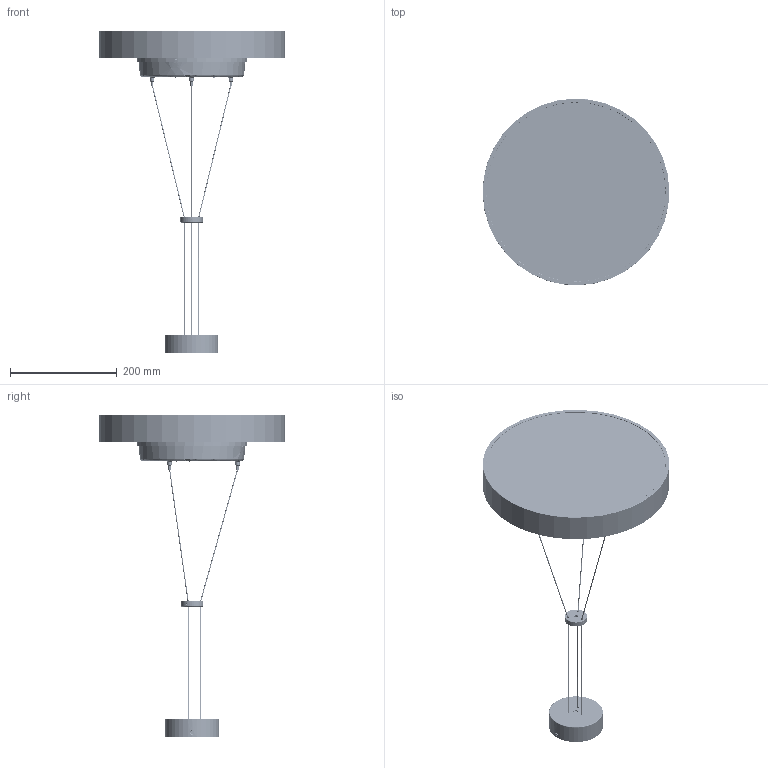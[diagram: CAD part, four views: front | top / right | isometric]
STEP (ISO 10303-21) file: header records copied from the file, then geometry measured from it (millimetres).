
FILE_DESCRIPTION((''),'2;1');
FILE_NAME('MOON-DIAODENG-18-24_ASM','2020-07-14T',('yzf1'),('Amoisonic Co.'),'PRO/ENGINEER BY PARAMETRIC TECHNOLOGY CORPORATION, 2009141','PRO/ENGINEER BY PARAMETRIC TECHNOLOGY CORPORATION, 2009141','');
FILE_SCHEMA(('CONFIG_CONTROL_DESIGN'));
Length unit declared in the file: millimetre
Products named in the file (49): M0262; S0939; M4X08PINGTOULUOSI6J; DIAOXIAN-18-24-; S0322; M10X4; DX-100_ASM; S0940; M3X6LEILIUJIA; SUOXIAN_ASM; 923-3; M3-10YUANTOULUOSI-01; 923-2; M0211G; MOON-DH-100_ASM; M0205D; S0770; PRT0002; PRT0003; M3-06YUANTOULUOSI-01; HEP-15W-500A_ASM_ASM; 923-5_ASM; HEP-30W-GD-1; HEP-30W-GD-2; LLTC30W-150615_ASM_ASM; HEP-30W-GD_ASM; YAXIANPIAN-026-4; YAXIANPIAN-026-4-AA_ASM; T0905; G5L25W700CA; DH-DWZ-DAI-QD-MM_ASM; S1018; S0767; F0228; DB-350-LVJIBAN; PLH-3020; 2WAY-JIEXIANDUANZI; T0913_ASM; Q0524; CJ_ASM ...
Assembly tree (206 placements, depth 6):
  MOON-DIAODENG-18-24_ASM
    MOON-DH-100_ASM
      M0262
      S0939
      M4X08PINGTOULUOSI6J  x2
      DX-100_ASM  x3
        DIAOXIAN-18-24-
        S0322
        M10X4
      SUOXIAN_ASM
        S0940
        M3X6LEILIUJIA  x3
      923-3
      M3-10YUANTOULUOSI-01  x2
      923-2
      M0211G
    MOON-15-MM_ASM
      DH-DWZ-DAI-QD-MM_ASM
        M0205D
        S0770  x4
        HEP-15W-500A_ASM_ASM
          PRT0002
          PRT0003
          M3-06YUANTOULUOSI-01  x2
        923-5_ASM
          923-3
          923-2
          M3-10YUANTOULUOSI-01  x2
        HEP-30W-GD_ASM
          LLTC30W-150615_ASM_ASM
            HEP-30W-GD-1
            HEP-30W-GD-2
        YAXIANPIAN-026-4-AA_ASM  x2
          YAXIANPIAN-026-4
          M3-06YUANTOULUOSI-01
        T0905
        G5L25W700CA
      MOON-15-XIA_ASM
        HOU-350-XIA_ASM
          S1018
          S0767
          F0228  x4
          T0913_ASM
            DB-350-LVJIBAN
            PLH-3020  x121
            2WAY-JIEXIANDUANZI
          CJ_ASM  x4
            Q0524
            M3-10YUANTOULUOSI-01
          V0226  x4
        CEILING-LIGHT-350_ASM
          Q0698
          E0160A
          V0277  x12
Bounding box: 349.88 x 349.88 x 602.51 mm (x, y, z)
Volume: 1230948.8 mm3; surface area: 1090389.2 mm2
Topology: 200 solids, 253 shells, 5433 faces, 13990 edges, 9034 vertices
Faces by surface type: plane 2913, cylinder 1755, bspline 313, cone 265, torus 115, extrusion 60, sphere 12
Entity records: 115122 total; most frequent: CARTESIAN_POINT 42522, ORIENTED_EDGE 13800, DIRECTION 13552, EDGE_CURVE 7026, AXIS2_PLACEMENT_3D 4696, VERTEX_POINT 4605, VECTOR 4160, LINE 4130
